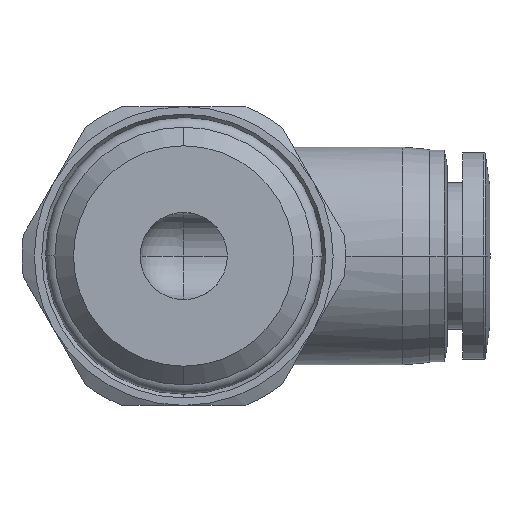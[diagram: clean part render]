
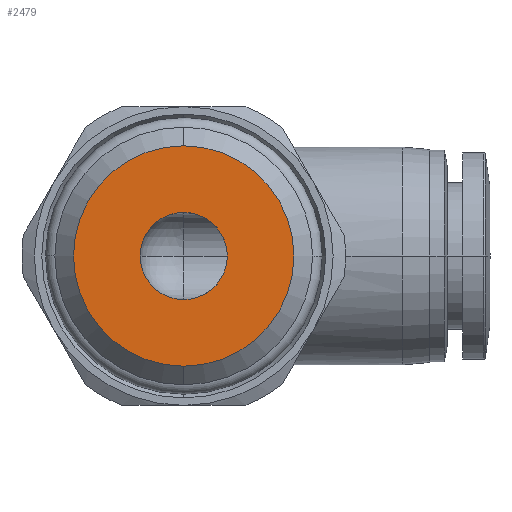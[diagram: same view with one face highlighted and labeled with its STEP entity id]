
A CAD part, front view. The second image highlights one B-rep face of the part: STEP entity #2479.
In plain terms, the highlighted planar face has unit normal (0, -1, 0).
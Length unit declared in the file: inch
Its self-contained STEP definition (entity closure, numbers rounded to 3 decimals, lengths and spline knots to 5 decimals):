
#28 = CARTESIAN_POINT ( 'NONE',  ( 0., -0.51181, -0.34843 ) ) ;
#91 = DIRECTION ( 'NONE',  ( 0., 0., 1. ) ) ;
#204 = DIRECTION ( 'NONE',  ( 0., 1., 0. ) ) ;
#284 = AXIS2_PLACEMENT_3D ( 'NONE', #1487, #204, #1098 ) ;
#307 = FACE_BOUND ( 'NONE', #931, .T. ) ;
#344 = CIRCLE ( 'NONE', #1113, 0.34843 ) ;
#450 = DIRECTION ( 'NONE',  ( 0., -1., 0. ) ) ;
#536 = ORIENTED_EDGE ( 'NONE', *, *, #662, .T. ) ;
#662 = EDGE_CURVE ( 'NONE', #1302, #807, #344, .T. ) ;
#807 = VERTEX_POINT ( 'NONE', #28 ) ;
#830 = ORIENTED_EDGE ( 'NONE', *, *, #1885, .T. ) ;
#914 = EDGE_CURVE ( 'NONE', #807, #1302, #1500, .T. ) ;
#931 = EDGE_LOOP ( 'NONE', ( #1107, #830 ) ) ;
#1002 = ORIENTED_EDGE ( 'NONE', *, *, #914, .T. ) ;
#1048 = FACE_OUTER_BOUND ( 'NONE', #1178, .T. ) ;
#1094 = AXIS2_PLACEMENT_3D ( 'NONE', #2651, #1371, #91 ) ;
#1098 = DIRECTION ( 'NONE',  ( 0., 0., 1. ) ) ;
#1107 = ORIENTED_EDGE ( 'NONE', *, *, #1702, .T. ) ;
#1113 = AXIS2_PLACEMENT_3D ( 'NONE', #1900, #450, #1916 ) ;
#1137 = AXIS2_PLACEMENT_3D ( 'NONE', #2722, #1454, #2541 ) ;
#1178 = EDGE_LOOP ( 'NONE', ( #536, #1002 ) ) ;
#1226 = AXIS2_PLACEMENT_3D ( 'NONE', #2240, #2000, #2476 ) ;
#1302 = VERTEX_POINT ( 'NONE', #2744 ) ;
#1371 = DIRECTION ( 'NONE',  ( 0., -1., 0. ) ) ;
#1392 = CARTESIAN_POINT ( 'NONE',  ( 0., -0.51181, 0.1378 ) ) ;
#1454 = DIRECTION ( 'NONE',  ( 0., -1., 0. ) ) ;
#1487 = CARTESIAN_POINT ( 'NONE',  ( 0., -0.51181, 0. ) ) ;
#1500 = CIRCLE ( 'NONE', #1094, 0.34843 ) ;
#1648 = VERTEX_POINT ( 'NONE', #1392 ) ;
#1664 = PLANE ( 'NONE',  #1137 ) ;
#1702 = EDGE_CURVE ( 'NONE', #1648, #2599, #2773, .T. ) ;
#1885 = EDGE_CURVE ( 'NONE', #2599, #1648, #2682, .T. ) ;
#1900 = CARTESIAN_POINT ( 'NONE',  ( 0., -0.51181, 0. ) ) ;
#1916 = DIRECTION ( 'NONE',  ( 0., 0., 1. ) ) ;
#2000 = DIRECTION ( 'NONE',  ( 0., 1., 0. ) ) ;
#2240 = CARTESIAN_POINT ( 'NONE',  ( 0., -0.51181, 0. ) ) ;
#2476 = DIRECTION ( 'NONE',  ( 0., 0., 1. ) ) ;
#2479 = ADVANCED_FACE ( 'NONE', ( #1048, #307 ), #1664, .T. ) ;
#2541 = DIRECTION ( 'NONE',  ( 0., 0., -1. ) ) ;
#2599 = VERTEX_POINT ( 'NONE', #2647 ) ;
#2647 = CARTESIAN_POINT ( 'NONE',  ( 0., -0.51181, -0.1378 ) ) ;
#2651 = CARTESIAN_POINT ( 'NONE',  ( 0., -0.51181, 0. ) ) ;
#2682 = CIRCLE ( 'NONE', #284, 0.1378 ) ;
#2722 = CARTESIAN_POINT ( 'NONE',  ( -0.17421, -0.51181, 0. ) ) ;
#2744 = CARTESIAN_POINT ( 'NONE',  ( 0., -0.51181, 0.34843 ) ) ;
#2773 = CIRCLE ( 'NONE', #1226, 0.1378 ) ;
